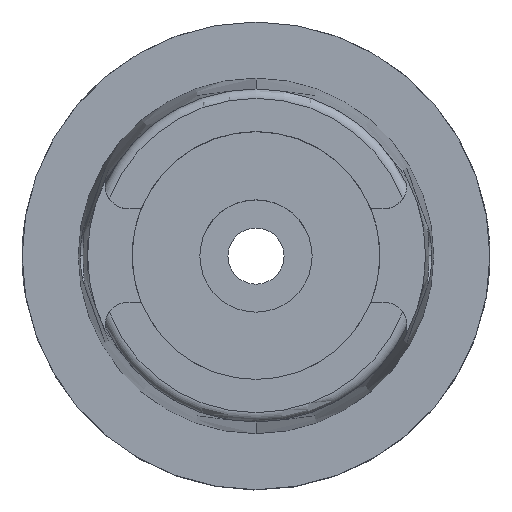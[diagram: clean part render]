
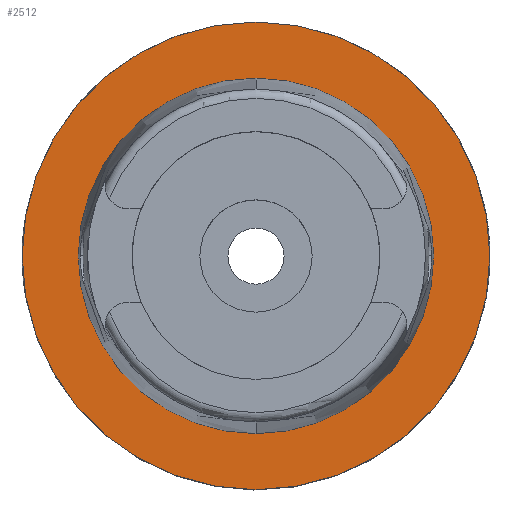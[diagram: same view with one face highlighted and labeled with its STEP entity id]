
A CAD part, top view. The second image highlights one B-rep face of the part: STEP entity #2512.
In plain terms, the highlighted planar face has unit normal (0, 0, 1).
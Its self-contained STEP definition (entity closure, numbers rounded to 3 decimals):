
#323 = DIRECTION ( 'NONE',  ( 0., 0., 1. ) ) ;
#419 = CARTESIAN_POINT ( 'NONE',  ( 0., 0., 0. ) ) ;
#558 = VERTEX_POINT ( 'NONE', #5274 ) ;
#909 = EDGE_LOOP ( 'NONE', ( #5644, #3548 ) ) ;
#1052 = AXIS2_PLACEMENT_3D ( 'NONE', #3235, #1237, #1682 ) ;
#1237 = DIRECTION ( 'NONE',  ( 0., 0., 1. ) ) ;
#1250 = CIRCLE ( 'NONE', #1052, 38. ) ;
#1324 = CIRCLE ( 'NONE', #2028, 50. ) ;
#1446 = EDGE_CURVE ( 'NONE', #4726, #4724, #1324, .T. ) ;
#1597 = EDGE_CURVE ( 'NONE', #4724, #4726, #4311, .T. ) ;
#1626 = EDGE_LOOP ( 'NONE', ( #1877, #5373 ) ) ;
#1656 = CARTESIAN_POINT ( 'NONE',  ( 0., 0., 0. ) ) ;
#1682 = DIRECTION ( 'NONE',  ( 0., -1., 0. ) ) ;
#1877 = ORIENTED_EDGE ( 'NONE', *, *, #1597, .F. ) ;
#2028 = AXIS2_PLACEMENT_3D ( 'NONE', #1656, #2071, #3492 ) ;
#2071 = DIRECTION ( 'NONE',  ( 0., 0., -1. ) ) ;
#2186 = DIRECTION ( 'NONE',  ( 0., 1., 0. ) ) ;
#2335 = DIRECTION ( 'NONE',  ( 1., 0., 0. ) ) ;
#2428 = AXIS2_PLACEMENT_3D ( 'NONE', #4569, #2782, #2186 ) ;
#2505 = VERTEX_POINT ( 'NONE', #4258 ) ;
#2512 = ADVANCED_FACE ( 'NONE', ( #4165, #5510 ), #2802, .T. ) ;
#2559 = CARTESIAN_POINT ( 'NONE',  ( 0., 50., 0. ) ) ;
#2782 = DIRECTION ( 'NONE',  ( 0., 0., -1. ) ) ;
#2802 = PLANE ( 'NONE',  #5399 ) ;
#3235 = CARTESIAN_POINT ( 'NONE',  ( 0., 0., 0. ) ) ;
#3492 = DIRECTION ( 'NONE',  ( 0., -1., 0. ) ) ;
#3548 = ORIENTED_EDGE ( 'NONE', *, *, #3718, .F. ) ;
#3718 = EDGE_CURVE ( 'NONE', #558, #2505, #1250, .T. ) ;
#4165 = FACE_OUTER_BOUND ( 'NONE', #1626, .T. ) ;
#4258 = CARTESIAN_POINT ( 'NONE',  ( 0., 38., 0. ) ) ;
#4311 = CIRCLE ( 'NONE', #2428, 50. ) ;
#4569 = CARTESIAN_POINT ( 'NONE',  ( 0., 0., 0. ) ) ;
#4724 = VERTEX_POINT ( 'NONE', #2559 ) ;
#4726 = VERTEX_POINT ( 'NONE', #4959 ) ;
#4949 = CIRCLE ( 'NONE', #5846, 38. ) ;
#4959 = CARTESIAN_POINT ( 'NONE',  ( 0., -50., 0. ) ) ;
#5274 = CARTESIAN_POINT ( 'NONE',  ( 0., -38., 0. ) ) ;
#5373 = ORIENTED_EDGE ( 'NONE', *, *, #1446, .F. ) ;
#5399 = AXIS2_PLACEMENT_3D ( 'NONE', #419, #323, #2335 ) ;
#5440 = DIRECTION ( 'NONE',  ( 0., 0., 1. ) ) ;
#5510 = FACE_BOUND ( 'NONE', #909, .T. ) ;
#5524 = EDGE_CURVE ( 'NONE', #2505, #558, #4949, .T. ) ;
#5644 = ORIENTED_EDGE ( 'NONE', *, *, #5524, .F. ) ;
#5758 = CARTESIAN_POINT ( 'NONE',  ( 0., 0., 0. ) ) ;
#5846 = AXIS2_PLACEMENT_3D ( 'NONE', #5758, #5440, #5851 ) ;
#5851 = DIRECTION ( 'NONE',  ( 0., 1., 0. ) ) ;
